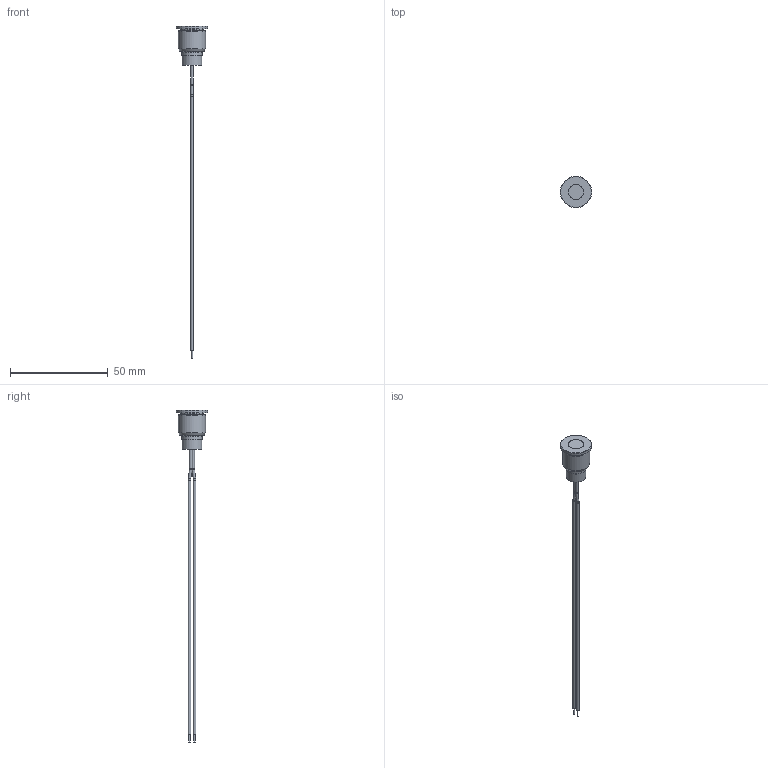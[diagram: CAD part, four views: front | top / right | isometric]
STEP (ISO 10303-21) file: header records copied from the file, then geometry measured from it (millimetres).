
FILE_DESCRIPTION(/* description */ ('','CAx-IF Rec.Pracs.---Representation and Presentation of Product Manufacturing Information (PMI)---4.0---2014-10-13'),/* implementation_level */ '2;1');
FILE_NAME(/* name */ 'PVL14FWxxx.stp',/* time_stamp */ '2019-09-11T16:28:11-05:00',/* author */ ('mroman'),/* organization */ (''),/* preprocessor_version */ 'ST-DEVELOPER v17',/* originating_system */ 'Autodesk Inventor 2018',/* authorisation */ '');
FILE_SCHEMA (('AP242_MANAGED_MODEL_BASED_3D_ENGINEERING_MIM_LF { 1 0 10303 442 1 1 4 }'));
Length unit declared in the file: millimetre
Products named in the file (1): PVL14FWxxx
Bounding box: 16 x 16 x 170.2 mm (x, y, z)
Volume: 2998.7 mm3; surface area: 2464.6 mm2
Topology: 1 solids, 1 shells, 40 faces, 97 edges, 66 vertices
Faces by surface type: cylinder 17, plane 11, torus 9, cone 3
Full cylindrical faces by diameter (mm): 0.6 x2, 1.3 x4, 7.98 x1, 8 x1, 10.2 x1, 10.3 x1, 12 x1, 14 x1, 16 x1
Entity records: 1392 total; most frequent: DIRECTION 290, CARTESIAN_POINT 229, ORIENTED_EDGE 194, AXIS2_PLACEMENT_3D 139, EDGE_CURVE 97, CIRCLE 77, VERTEX_POINT 66, EDGE_LOOP 48
